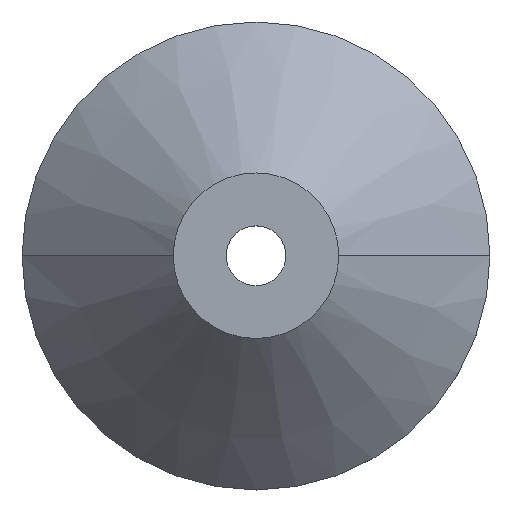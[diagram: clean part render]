
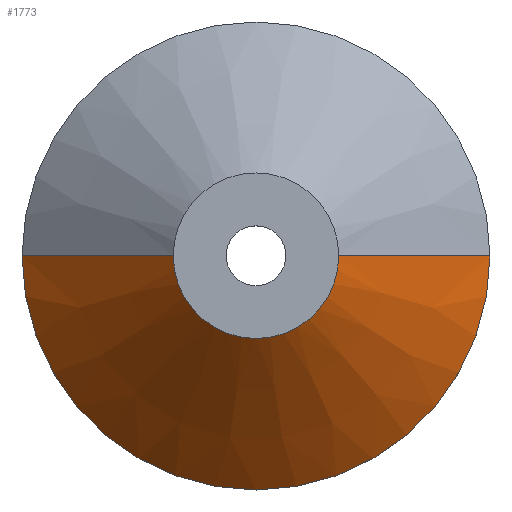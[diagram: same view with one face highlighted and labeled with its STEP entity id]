
A CAD part, top view. The second image highlights one B-rep face of the part: STEP entity #1773.
In plain terms, the highlighted conical face has half-angle 45 degrees and reference radius 32.5 mm.
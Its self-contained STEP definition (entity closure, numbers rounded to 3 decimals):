
#35 = EDGE_CURVE ( 'NONE', #1518, #1240, #1712, .T. ) ;
#38 = CARTESIAN_POINT ( 'NONE',  ( -32.5, 0., 4. ) ) ;
#209 = EDGE_CURVE ( 'NONE', #1462, #1652, #1541, .T. ) ;
#311 = AXIS2_PLACEMENT_3D ( 'NONE', #1999, #2067, #1226 ) ;
#335 = FACE_OUTER_BOUND ( 'NONE', #848, .T. ) ;
#367 = LINE ( 'NONE', #765, #1178 ) ;
#421 = VECTOR ( 'NONE', #1867, 1000. ) ;
#523 = CARTESIAN_POINT ( 'NONE',  ( 32.5, 0., 4. ) ) ;
#632 = ORIENTED_EDGE ( 'NONE', *, *, #209, .F. ) ;
#652 = AXIS2_PLACEMENT_3D ( 'NONE', #2021, #2368, #870 ) ;
#742 = ORIENTED_EDGE ( 'NONE', *, *, #35, .T. ) ;
#765 = CARTESIAN_POINT ( 'NONE',  ( -32.5, 0., 4. ) ) ;
#808 = CARTESIAN_POINT ( 'NONE',  ( 0., 0., 4. ) ) ;
#813 = AXIS2_PLACEMENT_3D ( 'NONE', #808, #2143, #987 ) ;
#848 = EDGE_LOOP ( 'NONE', ( #1783, #742, #1911, #632 ) ) ;
#870 = DIRECTION ( 'NONE',  ( -1., 0., 0. ) ) ;
#955 = DIRECTION ( 'NONE',  ( -0.707, 0., -0.707 ) ) ;
#987 = DIRECTION ( 'NONE',  ( -1., 0., 0. ) ) ;
#1147 = CONICAL_SURFACE ( 'NONE', #652, 32.5, 0.785 ) ;
#1178 = VECTOR ( 'NONE', #955, 1000. ) ;
#1226 = DIRECTION ( 'NONE',  ( -1., 0., 0. ) ) ;
#1240 = VERTEX_POINT ( 'NONE', #1327 ) ;
#1305 = CARTESIAN_POINT ( 'NONE',  ( 11.5, 0., 25. ) ) ;
#1327 = CARTESIAN_POINT ( 'NONE',  ( -11.5, 0., 25. ) ) ;
#1428 = LINE ( 'NONE', #1671, #421 ) ;
#1462 = VERTEX_POINT ( 'NONE', #523 ) ;
#1518 = VERTEX_POINT ( 'NONE', #1305 ) ;
#1541 = CIRCLE ( 'NONE', #813, 32.5 ) ;
#1597 = EDGE_CURVE ( 'NONE', #1240, #1652, #367, .T. ) ;
#1652 = VERTEX_POINT ( 'NONE', #38 ) ;
#1671 = CARTESIAN_POINT ( 'NONE',  ( 32.5, 0., 4. ) ) ;
#1712 = CIRCLE ( 'NONE', #311, 11.5 ) ;
#1773 = ADVANCED_FACE ( 'NONE', ( #335 ), #1147, .T. ) ;
#1783 = ORIENTED_EDGE ( 'NONE', *, *, #1889, .F. ) ;
#1867 = DIRECTION ( 'NONE',  ( 0.707, 0., -0.707 ) ) ;
#1889 = EDGE_CURVE ( 'NONE', #1518, #1462, #1428, .T. ) ;
#1911 = ORIENTED_EDGE ( 'NONE', *, *, #1597, .T. ) ;
#1999 = CARTESIAN_POINT ( 'NONE',  ( 0., 0., 25. ) ) ;
#2021 = CARTESIAN_POINT ( 'NONE',  ( 0., 0., 4. ) ) ;
#2067 = DIRECTION ( 'NONE',  ( 0., 0., -1. ) ) ;
#2143 = DIRECTION ( 'NONE',  ( 0., 0., -1. ) ) ;
#2368 = DIRECTION ( 'NONE',  ( 0., 0., -1. ) ) ;
